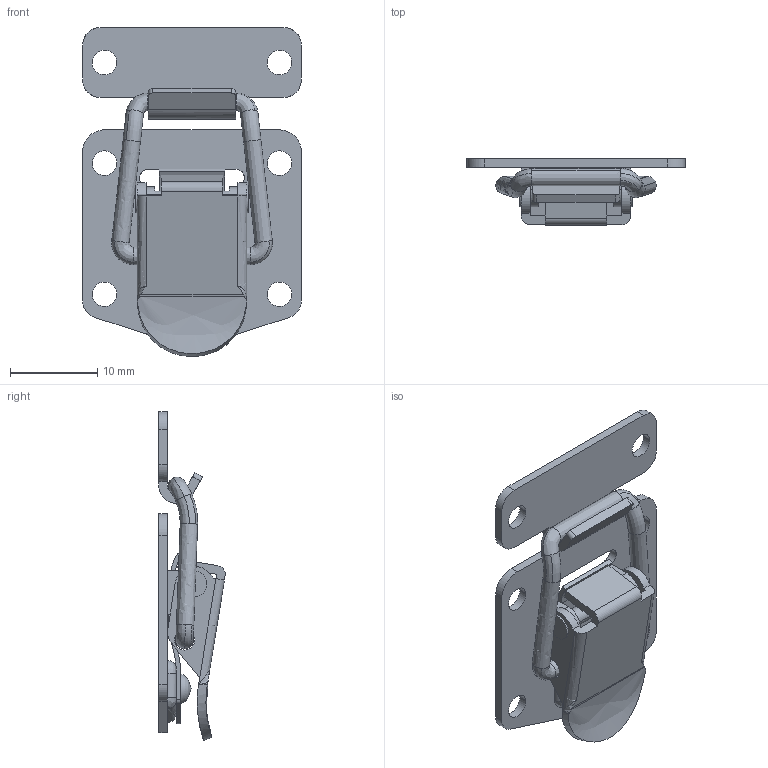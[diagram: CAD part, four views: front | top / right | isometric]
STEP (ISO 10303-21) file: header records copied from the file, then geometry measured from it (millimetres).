
FILE_DESCRIPTION((''),'2;1');
FILE_NAME('','2005-07-15T15:15:56',(''),(''),'','CADfix','');
FILE_SCHEMA(('AUTOMOTIVE_DESIGN'));
Length unit declared in the file: millimetre
Products named in the file (8): shaft; rivet; lever; leaf spring; keeper; base; arm; TL_217_3_26517_36
Assembly tree (7 placements, depth 2):
  TL_217_3_26517_36
    shaft
    rivet
    lever
    leaf spring
    keeper
    base
    arm
Bounding box: 25 x 7.61 x 37.61 mm (x, y, z)
Volume: 1380.5 mm3; surface area: 3369.9 mm2
Topology: 7 solids, 7 shells, 196 faces, 620 edges, 444 vertices
Faces by surface type: bspline 196
Entity records: 13719 total; most frequent: CARTESIAN_POINT 10095, ORIENTED_EDGE 1240, EDGE_CURVE 620, VERTEX_POINT 444, QUASI_UNIFORM_CURVE 265, EDGE_LOOP 232, FACE_OUTER_BOUND 196, ADVANCED_FACE 196
